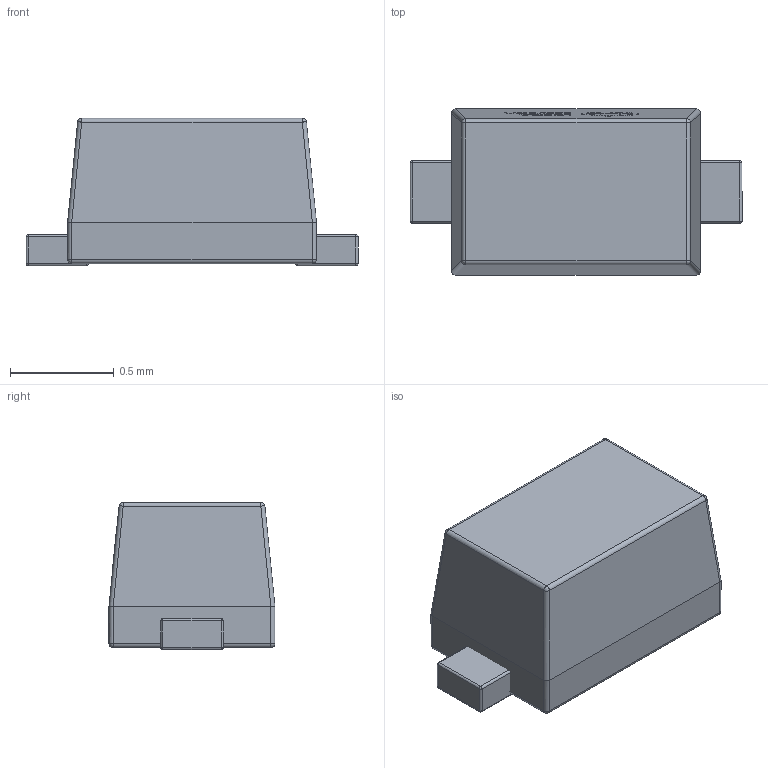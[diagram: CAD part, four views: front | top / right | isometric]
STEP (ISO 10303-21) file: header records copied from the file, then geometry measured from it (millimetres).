
FILE_DESCRIPTION (( 'STEP AP214' ), '1' );
FILE_NAME ('SOD-523_L1.2-W0.8-LS1.6-BI.step', '2023-10-11T06:59:58', ( '' ), ( '' ), 'SwSTEP 2.0', 'SolidWorks 2020', '' );
FILE_SCHEMA (( 'AUTOMOTIVE_DESIGN' ));
Length unit declared in the file: millimetre
Products named in the file (1): SOD-523_L1.2-W0.8-LS1.6-BI
Bounding box: 1.6 x 0.8 x 0.71 mm (x, y, z)
Volume: 0.6 mm3; surface area: 5.1 mm2
Topology: 3 solids, 3 shells, 310 faces, 803 edges, 498 vertices
Faces by surface type: plane 148, bspline 98, cylinder 40, sphere 24
Entity records: 13157 total; most frequent: CARTESIAN_POINT 2910, ORIENTED_EDGE 1566, DIRECTION 1077, EDGE_CURVE 783, LINE 507, VECTOR 507, VERTEX_POINT 498, EDGE_LOOP 329
